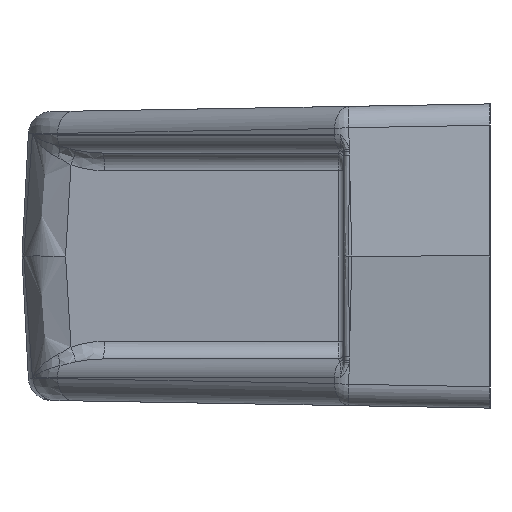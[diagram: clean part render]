
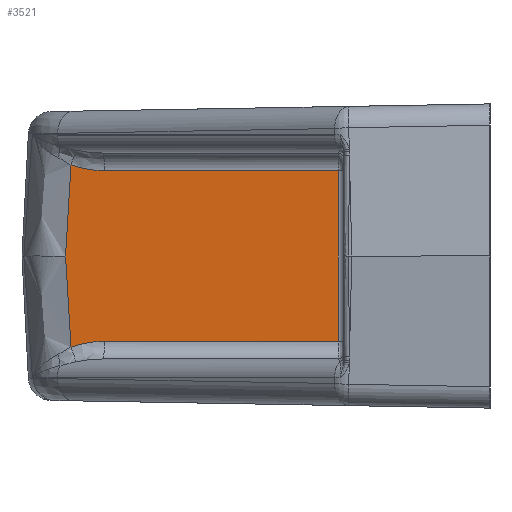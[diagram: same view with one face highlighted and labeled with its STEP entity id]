
A CAD part, left-side view. The second image highlights one B-rep face of the part: STEP entity #3521.
In plain terms, the highlighted planar face has unit normal (-0.996, 0.087, 0).
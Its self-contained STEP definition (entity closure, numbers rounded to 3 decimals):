
#417 = EDGE_CURVE ( 'NONE', #3895, #903, #1365, .T. ) ;
#577 = CARTESIAN_POINT ( 'NONE',  ( -48.941, 35.092, 7.3 ) ) ;
#779 = FACE_OUTER_BOUND ( 'NONE', #1782, .T. ) ;
#821 = EDGE_CURVE ( 'NONE', #903, #1533, #5948, .T. ) ;
#846 = EDGE_CURVE ( 'NONE', #1533, #2211, #5797, .T. ) ;
#864 = EDGE_CURVE ( 'NONE', #2211, #1199, #5639, .T. ) ;
#875 = EDGE_CURVE ( 'NONE', #1199, #2964, #2499, .T. ) ;
#891 = EDGE_CURVE ( 'NONE', #2964, #2654, #3565, .T. ) ;
#903 = VERTEX_POINT ( 'NONE', #4563 ) ;
#956 = ORIENTED_EDGE ( 'NONE', *, *, #821, .T. ) ;
#1045 = EDGE_CURVE ( 'NONE', #2654, #3895, #5517, .T. ) ;
#1164 = CARTESIAN_POINT ( 'NONE',  ( -48.879, 35.809, -7.789 ) ) ;
#1199 = VERTEX_POINT ( 'NONE', #1454 ) ;
#1344 = CARTESIAN_POINT ( 'NONE',  ( -48.851, 36.122, -2.632 ) ) ;
#1365 =( BOUNDED_CURVE ( )  B_SPLINE_CURVE ( 3, ( #1164, #5739, #1608, #4370 ),
 .UNSPECIFIED., .F., .F. ) 
 B_SPLINE_CURVE_WITH_KNOTS ( ( 4, 4 ),
 ( 4.133, 4.712 ),
 .UNSPECIFIED. ) 
 CURVE ( )  GEOMETRIC_REPRESENTATION_ITEM ( )  RATIONAL_B_SPLINE_CURVE ( ( 1., 0.972, 0.972, 1. ) ) 
 REPRESENTATION_ITEM ( '' )  );
#1454 = CARTESIAN_POINT ( 'NONE',  ( -49.128, 32.958, 7.3 ) ) ;
#1533 = VERTEX_POINT ( 'NONE', #2485 ) ;
#1608 = CARTESIAN_POINT ( 'NONE',  ( -49.039, 33.978, -7.3 ) ) ;
#1782 = EDGE_LOOP ( 'NONE', ( #956, #4160, #5079, #2960, #3206, #5956, #2077 ) ) ;
#1893 = DIRECTION ( 'NONE',  ( 0.087, 0.996, 0. ) ) ;
#1963 = CARTESIAN_POINT ( 'NONE',  ( -50.878, 12.956, 7.3 ) ) ;
#2077 = ORIENTED_EDGE ( 'NONE', *, *, #417, .T. ) ;
#2211 = VERTEX_POINT ( 'NONE', #5013 ) ;
#2229 = CARTESIAN_POINT ( 'NONE',  ( -48.953, 34.955, 7.468 ) ) ;
#2293 = CARTESIAN_POINT ( 'NONE',  ( -48.865, 35.966, -5.23 ) ) ;
#2485 = CARTESIAN_POINT ( 'NONE',  ( -50.878, 12.956, -7.3 ) ) ;
#2499 =( BOUNDED_CURVE ( )  B_SPLINE_CURVE ( 3, ( #4966, #5434, #2229, #5922 ),
 .UNSPECIFIED., .F., .F. ) 
 B_SPLINE_CURVE_WITH_KNOTS ( ( 4, 4 ),
 ( 4.712, 5.291 ),
 .UNSPECIFIED. ) 
 CURVE ( )  GEOMETRIC_REPRESENTATION_ITEM ( )  RATIONAL_B_SPLINE_CURVE ( ( 1., 0.972, 0.972, 1. ) ) 
 REPRESENTATION_ITEM ( '' )  );
#2654 = VERTEX_POINT ( 'NONE', #2904 ) ;
#2660 = DIRECTION ( 'NONE',  ( 0.087, 0.996, 0. ) ) ;
#2904 = CARTESIAN_POINT ( 'NONE',  ( -48.838, 36.276, 0. ) ) ;
#2918 = CARTESIAN_POINT ( 'NONE',  ( -48.879, 35.809, -7.789 ) ) ;
#2960 = ORIENTED_EDGE ( 'NONE', *, *, #875, .T. ) ;
#2964 = VERTEX_POINT ( 'NONE', #3729 ) ;
#3148 = CARTESIAN_POINT ( 'NONE',  ( -48.838, 36.276, 0. ) ) ;
#3206 = ORIENTED_EDGE ( 'NONE', *, *, #891, .T. ) ;
#3214 = PLANE ( 'NONE',  #3276 ) ;
#3276 = AXIS2_PLACEMENT_3D ( 'NONE', #3692, #4646, #1893 ) ;
#3465 = VECTOR ( 'NONE', #5528, 1000. ) ;
#3521 = ADVANCED_FACE ( 'NONE', ( #779 ), #3214, .F. ) ;
#3565 =( BOUNDED_CURVE ( )  B_SPLINE_CURVE ( 3, ( #4526, #4545, #5938, #3148 ),
 .UNSPECIFIED., .F., .F. ) 
 B_SPLINE_CURVE_WITH_KNOTS ( ( 4, 4 ),
 ( 1.193, 1.272 ),
 .UNSPECIFIED. ) 
 CURVE ( )  GEOMETRIC_REPRESENTATION_ITEM ( )  RATIONAL_B_SPLINE_CURVE ( ( 1., 0.999, 0.999, 1. ) ) 
 REPRESENTATION_ITEM ( '' )  );
#3692 = CARTESIAN_POINT ( 'NONE',  ( -50.918, 12.5, -8.8 ) ) ;
#3720 = CARTESIAN_POINT ( 'NONE',  ( -50.918, 12.5, -7.3 ) ) ;
#3729 = CARTESIAN_POINT ( 'NONE',  ( -48.879, 35.809, 7.789 ) ) ;
#3784 = DIRECTION ( 'NONE',  ( 0., 0., 1. ) ) ;
#3895 = VERTEX_POINT ( 'NONE', #2918 ) ;
#4160 = ORIENTED_EDGE ( 'NONE', *, *, #846, .T. ) ;
#4370 = CARTESIAN_POINT ( 'NONE',  ( -49.128, 32.958, -7.3 ) ) ;
#4526 = CARTESIAN_POINT ( 'NONE',  ( -48.879, 35.809, 7.789 ) ) ;
#4545 = CARTESIAN_POINT ( 'NONE',  ( -48.865, 35.966, 5.23 ) ) ;
#4563 = CARTESIAN_POINT ( 'NONE',  ( -49.128, 32.958, -7.3 ) ) ;
#4574 = VECTOR ( 'NONE', #3784, 1000. ) ;
#4646 = DIRECTION ( 'NONE',  ( 0.996, -0.087, 0. ) ) ;
#4966 = CARTESIAN_POINT ( 'NONE',  ( -49.128, 32.958, 7.3 ) ) ;
#5013 = CARTESIAN_POINT ( 'NONE',  ( -50.878, 12.956, 7.3 ) ) ;
#5079 = ORIENTED_EDGE ( 'NONE', *, *, #864, .T. ) ;
#5434 = CARTESIAN_POINT ( 'NONE',  ( -49.039, 33.978, 7.3 ) ) ;
#5492 = VECTOR ( 'NONE', #2660, 1000. ) ;
#5500 = CARTESIAN_POINT ( 'NONE',  ( -48.879, 35.809, -7.789 ) ) ;
#5517 =( BOUNDED_CURVE ( )  B_SPLINE_CURVE ( 3, ( #5946, #1344, #2293, #5500 ),
 .UNSPECIFIED., .F., .F. ) 
 B_SPLINE_CURVE_WITH_KNOTS ( ( 4, 4 ),
 ( 1.869, 1.949 ),
 .UNSPECIFIED. ) 
 CURVE ( )  GEOMETRIC_REPRESENTATION_ITEM ( )  RATIONAL_B_SPLINE_CURVE ( ( 1., 0.999, 0.999, 1. ) ) 
 REPRESENTATION_ITEM ( '' )  );
#5528 = DIRECTION ( 'NONE',  ( -0.087, -0.996, 0. ) ) ;
#5639 = LINE ( 'NONE', #577, #5492 ) ;
#5739 = CARTESIAN_POINT ( 'NONE',  ( -48.953, 34.955, -7.468 ) ) ;
#5797 = LINE ( 'NONE', #1963, #4574 ) ;
#5922 = CARTESIAN_POINT ( 'NONE',  ( -48.879, 35.809, 7.789 ) ) ;
#5938 = CARTESIAN_POINT ( 'NONE',  ( -48.851, 36.122, 2.632 ) ) ;
#5946 = CARTESIAN_POINT ( 'NONE',  ( -48.838, 36.276, 0. ) ) ;
#5948 = LINE ( 'NONE', #3720, #3465 ) ;
#5956 = ORIENTED_EDGE ( 'NONE', *, *, #1045, .T. ) ;
